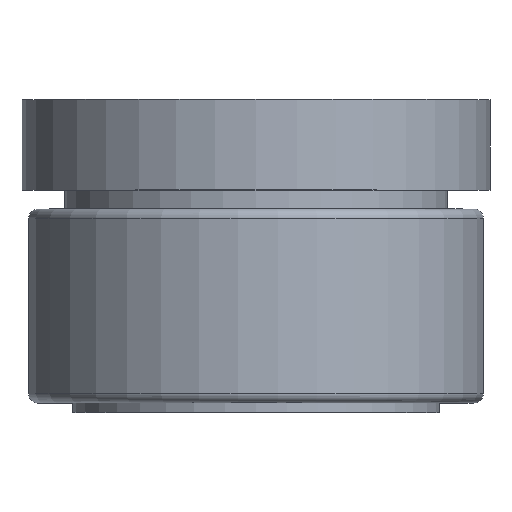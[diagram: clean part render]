
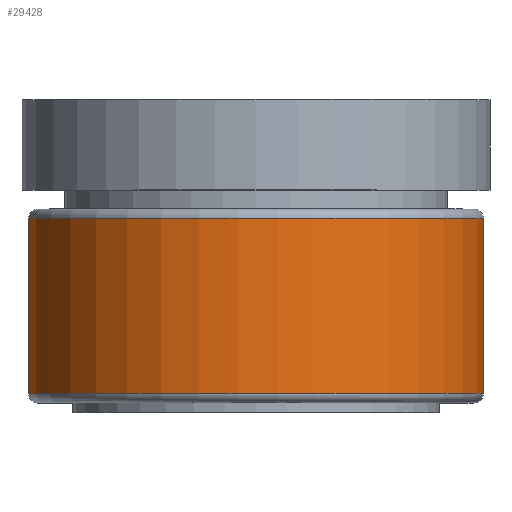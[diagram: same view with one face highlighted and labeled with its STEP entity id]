
A CAD part, top view. The second image highlights one B-rep face of the part: STEP entity #29428.
In plain terms, the highlighted cylindrical face has radius 18.517 mm (diameter 37.033 mm), a full revolution.
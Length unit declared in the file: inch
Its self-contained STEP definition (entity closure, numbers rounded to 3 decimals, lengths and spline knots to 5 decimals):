
#3371=CYLINDRICAL_SURFACE('',#31199,0.729);
#7664=ORIENTED_EDGE('',*,*,#10727,.T.);
#7665=ORIENTED_EDGE('',*,*,#10728,.T.);
#10727=EDGE_CURVE('',#12694,#12694,#13632,.T.);
#10728=EDGE_CURVE('',#12695,#12695,#13633,.T.);
#12694=VERTEX_POINT('',#52053);
#12695=VERTEX_POINT('',#52055);
#13632=CIRCLE('',#31200,0.729);
#13633=CIRCLE('',#31201,0.729);
#15255=EDGE_LOOP('',(#7664));
#15256=EDGE_LOOP('',(#7665));
#17497=FACE_BOUND('',#15255,.T.);
#17498=FACE_BOUND('',#15256,.T.);
#29428=ADVANCED_FACE('',(#17497,#17498),#3371,.T.);
#31199=AXIS2_PLACEMENT_3D('',#52051,#35707,#35708);
#31200=AXIS2_PLACEMENT_3D('',#52052,#35709,#35710);
#31201=AXIS2_PLACEMENT_3D('',#52054,#35711,#35712);
#35707=DIRECTION('',(0.,1.,0.));
#35708=DIRECTION('',(0.997,0.,0.079));
#35709=DIRECTION('',(0.,-1.,0.));
#35710=DIRECTION('',(0.997,0.,0.079));
#35711=DIRECTION('',(0.,1.,0.));
#35712=DIRECTION('',(-0.997,0.,-0.079));
#52051=CARTESIAN_POINT('',(0.,0.65,0.));
#52052=CARTESIAN_POINT('',(0.,0.62,0.));
#52053=CARTESIAN_POINT('',(0.72674,0.62,0.05742));
#52054=CARTESIAN_POINT('',(0.,0.06,0.));
#52055=CARTESIAN_POINT('',(-0.72674,0.06,-0.05742));
